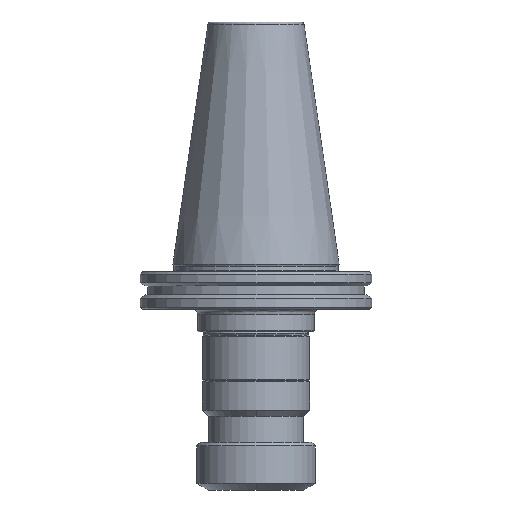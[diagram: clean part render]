
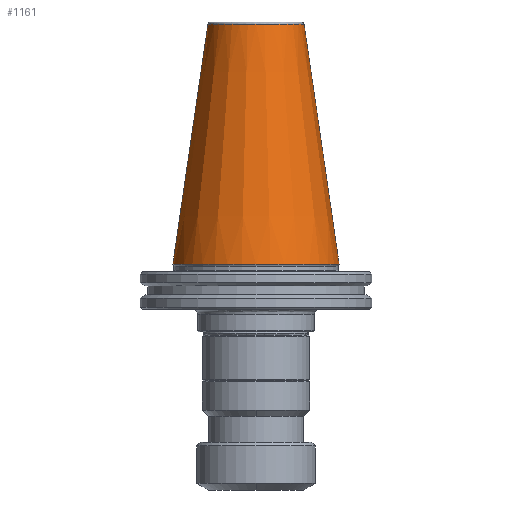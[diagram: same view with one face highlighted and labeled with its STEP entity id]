
A CAD part, front view. The second image highlights one B-rep face of the part: STEP entity #1161.
In plain terms, the highlighted conical face has half-angle 8.297 degrees and reference radius 34.925 mm.
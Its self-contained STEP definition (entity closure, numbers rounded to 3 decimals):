
#25 = DIRECTION ( 'NONE',  ( 0.144, 0., -0.99 ) ) ;
#32 = EDGE_CURVE ( 'NONE', #2109, #464, #1468, .T. ) ;
#94 = CARTESIAN_POINT ( 'NONE',  ( -34.925, 0., 0. ) ) ;
#220 = CARTESIAN_POINT ( 'NONE',  ( 34.925, 0., 0. ) ) ;
#247 = DIRECTION ( 'NONE',  ( -0.144, 0., -0.99 ) ) ;
#348 = CARTESIAN_POINT ( 'NONE',  ( 0., 0., 100.894 ) ) ;
#354 = EDGE_CURVE ( 'NONE', #1715, #2109, #1048, .T. ) ;
#382 = EDGE_CURVE ( 'NONE', #767, #1715, #1941, .T. ) ;
#400 = EDGE_LOOP ( 'NONE', ( #1020, #2240, #2300, #622 ) ) ;
#401 = EDGE_CURVE ( 'NONE', #767, #464, #1557, .T. ) ;
#464 = VERTEX_POINT ( 'NONE', #220 ) ;
#501 = VECTOR ( 'NONE', #25, 1000. ) ;
#557 = VECTOR ( 'NONE', #247, 1000. ) ;
#622 = ORIENTED_EDGE ( 'NONE', *, *, #32, .T. ) ;
#767 = VERTEX_POINT ( 'NONE', #2383 ) ;
#877 = AXIS2_PLACEMENT_3D ( 'NONE', #1779, #1204, #1009 ) ;
#909 = DIRECTION ( 'NONE',  ( -1., 0., 0. ) ) ;
#982 = FACE_OUTER_BOUND ( 'NONE', #400, .T. ) ;
#1009 = DIRECTION ( 'NONE',  ( -1., 0., 0. ) ) ;
#1020 = ORIENTED_EDGE ( 'NONE', *, *, #401, .F. ) ;
#1048 = LINE ( 'NONE', #94, #557 ) ;
#1161 = ADVANCED_FACE ( 'NONE', ( #982 ), #2285, .T. ) ;
#1183 = AXIS2_PLACEMENT_3D ( 'NONE', #1313, #1308, #1302 ) ;
#1204 = DIRECTION ( 'NONE',  ( 0., 0., -1. ) ) ;
#1300 = DIRECTION ( 'NONE',  ( 0., 0., -1. ) ) ;
#1302 = DIRECTION ( 'NONE',  ( -1., 0., 0. ) ) ;
#1308 = DIRECTION ( 'NONE',  ( 0., 0., 1. ) ) ;
#1313 = CARTESIAN_POINT ( 'NONE',  ( 0., 0., 0. ) ) ;
#1453 = AXIS2_PLACEMENT_3D ( 'NONE', #348, #1300, #909 ) ;
#1468 = CIRCLE ( 'NONE', #1183, 34.925 ) ;
#1557 = LINE ( 'NONE', #1666, #501 ) ;
#1666 = CARTESIAN_POINT ( 'NONE',  ( 34.925, 0., 0. ) ) ;
#1715 = VERTEX_POINT ( 'NONE', #1945 ) ;
#1779 = CARTESIAN_POINT ( 'NONE',  ( 0., 0., 0. ) ) ;
#1941 = CIRCLE ( 'NONE', #1453, 20.211 ) ;
#1945 = CARTESIAN_POINT ( 'NONE',  ( -20.211, 0., 100.894 ) ) ;
#2109 = VERTEX_POINT ( 'NONE', #2242 ) ;
#2240 = ORIENTED_EDGE ( 'NONE', *, *, #382, .T. ) ;
#2242 = CARTESIAN_POINT ( 'NONE',  ( -34.925, 0., 0. ) ) ;
#2285 = CONICAL_SURFACE ( 'NONE', #877, 34.925, 0.145 ) ;
#2300 = ORIENTED_EDGE ( 'NONE', *, *, #354, .T. ) ;
#2383 = CARTESIAN_POINT ( 'NONE',  ( 20.211, 0., 100.894 ) ) ;
